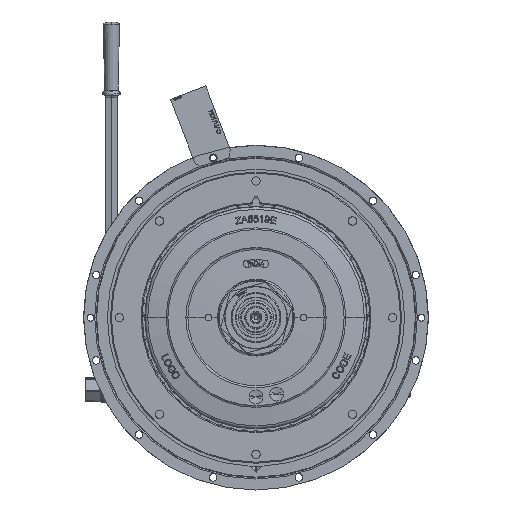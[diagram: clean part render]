
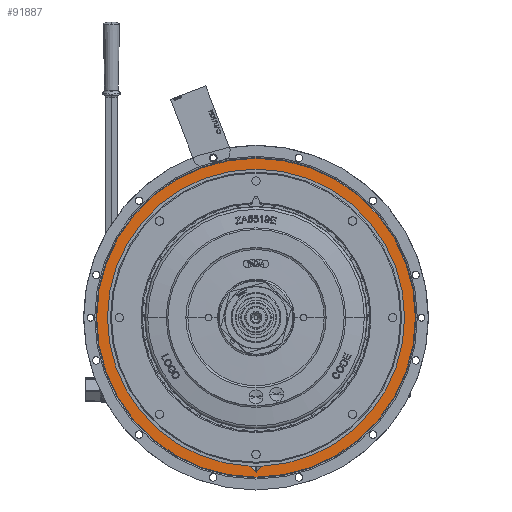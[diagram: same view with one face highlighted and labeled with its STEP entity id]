
A CAD part, top view. The second image highlights one B-rep face of the part: STEP entity #91887.
In plain terms, the highlighted planar face has unit normal (0, 0, 1).
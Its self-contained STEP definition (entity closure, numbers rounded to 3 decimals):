
#14687 = CARTESIAN_POINT ( 'NONE',  ( -255.556, 0., -31.433 ) ) ;
#14688 = CARTESIAN_POINT ( 'NONE',  ( 255.556, 0., -31.433 ) ) ;
#14691 = CARTESIAN_POINT ( 'NONE',  ( -238.125, 0., -31.433 ) ) ;
#14692 = CARTESIAN_POINT ( 'NONE',  ( -11.161, -237.863, -31.433 ) ) ;
#14695 = CARTESIAN_POINT ( 'NONE',  ( 11.161, -237.863, -31.433 ) ) ;
#14696 = CARTESIAN_POINT ( 'NONE',  ( 238.125, 0., -31.433 ) ) ;
#14769 = CARTESIAN_POINT ( 'NONE',  ( -9.517, -238.514, -31.433 ) ) ;
#14771 = CARTESIAN_POINT ( 'NONE',  ( -0.88, -247.151, -31.433 ) ) ;
#14775 = CARTESIAN_POINT ( 'NONE',  ( 0.88, -247.151, -31.433 ) ) ;
#14777 = CARTESIAN_POINT ( 'NONE',  ( 9.517, -238.514, -31.433 ) ) ;
#18740 = CARTESIAN_POINT ( 'NONE',  ( 0., 0., -31.433 ) ) ;
#18743 = DIRECTION ( 'NONE',  ( 0., 0., 1. ) ) ;
#18746 = DIRECTION ( 'NONE',  ( 1., 0., 0. ) ) ;
#18845 = CARTESIAN_POINT ( 'NONE',  ( 0., 0., -31.433 ) ) ;
#18848 = DIRECTION ( 'NONE',  ( 0., 0., 1. ) ) ;
#18851 = DIRECTION ( 'NONE',  ( 1., 0., 0. ) ) ;
#18952 = CARTESIAN_POINT ( 'NONE',  ( 0., 0., -31.433 ) ) ;
#18956 = DIRECTION ( 'NONE',  ( 0., 0., 1. ) ) ;
#18959 = DIRECTION ( 'NONE',  ( 1., 0., 0. ) ) ;
#19900 = CARTESIAN_POINT ( 'NONE',  ( 0., 0., -31.433 ) ) ;
#19917 = CARTESIAN_POINT ( 'NONE',  ( -124.015, -124.015, -31.433 ) ) ;
#19918 = DIRECTION ( 'NONE',  ( 0.707, -0.707, 0. ) ) ;
#19937 = CARTESIAN_POINT ( 'NONE',  ( 124.015, -124.015, -31.433 ) ) ;
#19939 = DIRECTION ( 'NONE',  ( 0.707, 0.707, 0. ) ) ;
#19940 = CARTESIAN_POINT ( 'NONE',  ( -0.88, -247.151, -31.433 ) ) ;
#19946 = CARTESIAN_POINT ( 'NONE',  ( 11.161, -237.863, -31.433 ) ) ;
#19947 = DIRECTION ( 'NONE',  ( 0., 0., 1. ) ) ;
#19948 = DIRECTION ( 'NONE',  ( 1., 0., 0. ) ) ;
#19951 = CARTESIAN_POINT ( 'NONE',  ( 10.858, -237.878, -31.433 ) ) ;
#19953 = CARTESIAN_POINT ( 'NONE',  ( 10.564, -237.934, -31.433 ) ) ;
#19955 = CARTESIAN_POINT ( 'NONE',  ( 10.139, -238.093, -31.433 ) ) ;
#19956 = CARTESIAN_POINT ( 'NONE',  ( 10.001, -238.159, -31.433 ) ) ;
#19957 = CARTESIAN_POINT ( 'NONE',  ( 9.745, -238.315, -31.433 ) ) ;
#19958 = CARTESIAN_POINT ( 'NONE',  ( 9.626, -238.405, -31.433 ) ) ;
#19959 = CARTESIAN_POINT ( 'NONE',  ( 9.517, -238.514, -31.433 ) ) ;
#19961 = CARTESIAN_POINT ( 'NONE',  ( -9.517, -238.514, -31.433 ) ) ;
#19965 = CARTESIAN_POINT ( 'NONE',  ( -0.334, -247.697, -31.433 ) ) ;
#19967 = CARTESIAN_POINT ( 'NONE',  ( 0.334, -247.697, -31.433 ) ) ;
#19968 = CARTESIAN_POINT ( 'NONE',  ( 0.88, -247.151, -31.433 ) ) ;
#19974 = CARTESIAN_POINT ( 'NONE',  ( -9.625, -238.406, -31.433 ) ) ;
#19975 = CARTESIAN_POINT ( 'NONE',  ( -9.745, -238.315, -31.433 ) ) ;
#19976 = CARTESIAN_POINT ( 'NONE',  ( -10.001, -238.159, -31.433 ) ) ;
#19978 = CARTESIAN_POINT ( 'NONE',  ( -10.139, -238.093, -31.433 ) ) ;
#19979 = CARTESIAN_POINT ( 'NONE',  ( -10.561, -237.935, -31.433 ) ) ;
#19981 = CARTESIAN_POINT ( 'NONE',  ( -10.859, -237.877, -31.433 ) ) ;
#19983 = CARTESIAN_POINT ( 'NONE',  ( -11.161, -237.863, -31.433 ) ) ;
#19985 = CARTESIAN_POINT ( 'NONE',  ( 0., 0., -31.433 ) ) ;
#19987 = DIRECTION ( 'NONE',  ( 0., 0., 1. ) ) ;
#19988 = DIRECTION ( 'NONE',  ( 1., 0., 0. ) ) ;
#24772 = VERTEX_POINT ( 'NONE', #14687 ) ;
#24773 = VERTEX_POINT ( 'NONE', #14688 ) ;
#24776 = VERTEX_POINT ( 'NONE', #14691 ) ;
#24777 = VERTEX_POINT ( 'NONE', #14692 ) ;
#24780 = VERTEX_POINT ( 'NONE', #14695 ) ;
#24782 = VERTEX_POINT ( 'NONE', #14696 ) ;
#24856 = VERTEX_POINT ( 'NONE', #14769 ) ;
#24857 = VERTEX_POINT ( 'NONE', #14771 ) ;
#24861 = VERTEX_POINT ( 'NONE', #14775 ) ;
#24863 = VERTEX_POINT ( 'NONE', #14777 ) ;
#30343 = CARTESIAN_POINT ( 'NONE',  ( 0., 0., -31.433 ) ) ;
#30349 = PLANE ( 'NONE',  #55744 ) ;
#30364 = DIRECTION ( 'NONE',  ( 0., 0., 1. ) ) ;
#30365 = DIRECTION ( 'NONE',  ( 1., 0., 0. ) ) ;
#41284 = ORIENTED_EDGE ( 'NONE', *, *, #81501, .T. ) ;
#41285 = ORIENTED_EDGE ( 'NONE', *, *, #81425, .F. ) ;
#41286 = ORIENTED_EDGE ( 'NONE', *, *, #81498, .F. ) ;
#41287 = ORIENTED_EDGE ( 'NONE', *, *, #81444, .F. ) ;
#41288 = ORIENTED_EDGE ( 'NONE', *, *, #81499, .T. ) ;
#41289 = ORIENTED_EDGE ( 'NONE', *, *, #81496, .F. ) ;
#41290 = ORIENTED_EDGE ( 'NONE', *, *, #81500, .F. ) ;
#41291 = ORIENTED_EDGE ( 'NONE', *, *, #81493, .F. ) ;
#41292 = ORIENTED_EDGE ( 'NONE', *, *, #81433, .T. ) ;
#41293 = ORIENTED_EDGE ( 'NONE', *, *, #81502, .T. ) ;
#51379 =( BOUNDED_CURVE ( )  B_SPLINE_CURVE ( 3, ( #19940, #19965, #19967, #19968 ),
 .UNSPECIFIED., .F., .F. ) 
 B_SPLINE_CURVE_WITH_KNOTS ( ( 4, 4 ),
 ( 2.526, 3.757 ),
 .UNSPECIFIED. ) 
 CURVE ( )  GEOMETRIC_REPRESENTATION_ITEM ( )  RATIONAL_B_SPLINE_CURVE ( ( 1., 0.878, 0.878, 1. ) ) 
 REPRESENTATION_ITEM ( '' )  );
#55744 = AXIS2_PLACEMENT_3D ( 'NONE', #30343, #30364, #30365 ) ;
#58692 = AXIS2_PLACEMENT_3D ( 'NONE', #18845, #18848, #18851 ) ;
#58694 = AXIS2_PLACEMENT_3D ( 'NONE', #18740, #18743, #18746 ) ;
#58711 = AXIS2_PLACEMENT_3D ( 'NONE', #18952, #18956, #18959 ) ;
#58736 = AXIS2_PLACEMENT_3D ( 'NONE', #19900, #19947, #19948 ) ;
#58745 = AXIS2_PLACEMENT_3D ( 'NONE', #19985, #19987, #19988 ) ;
#62593 = EDGE_LOOP ( 'NONE', ( #41284, #41285, #41286, #41287, #41288, #41289, #41290, #41291 ) ) ;
#62612 = EDGE_LOOP ( 'NONE', ( #41292, #41293 ) ) ;
#65514 = CIRCLE ( 'NONE', #58694, 238.125 ) ;
#65524 = CIRCLE ( 'NONE', #58692, 255.556 ) ;
#65536 = CIRCLE ( 'NONE', #58711, 238.125 ) ;
#65556 = LINE ( 'NONE', #19937, #65568 ) ;
#65564 = LINE ( 'NONE', #19917, #65565 ) ;
#65565 = VECTOR ( 'NONE', #19918, 1000. ) ;
#65568 = VECTOR ( 'NONE', #19939, 1000. ) ;
#65570 = CIRCLE ( 'NONE', #58736, 238.125 ) ;
#65571 = CIRCLE ( 'NONE', #58745, 255.556 ) ;
#70405 = FACE_BOUND ( 'NONE', #62593, .T. ) ;
#70411 = FACE_OUTER_BOUND ( 'NONE', #62612, .T. ) ;
#77806 = B_SPLINE_CURVE_WITH_KNOTS ( 'NONE', 3,
 ( #19946, #19951, #19953, #19955, #19956, #19957, #19958, #19959 ),
 .UNSPECIFIED., .F., .F.,
 ( 4, 2, 2, 4 ),
 ( 0., 0.001, 0.001, 0.002 ),
 .UNSPECIFIED. ) ;
#77808 = B_SPLINE_CURVE_WITH_KNOTS ( 'NONE', 3,
 ( #19961, #19974, #19975, #19976, #19978, #19979, #19981, #19983 ),
 .UNSPECIFIED., .F., .F.,
 ( 4, 2, 2, 4 ),
 ( 0., 0., 0.001, 0.002 ),
 .UNSPECIFIED. ) ;
#81425 = EDGE_CURVE ( 'NONE', #24776, #24777, #65514, .T. ) ;
#81433 = EDGE_CURVE ( 'NONE', #24773, #24772, #65524, .T. ) ;
#81444 = EDGE_CURVE ( 'NONE', #24780, #24782, #65536, .T. ) ;
#81493 = EDGE_CURVE ( 'NONE', #24856, #24857, #65564, .T. ) ;
#81496 = EDGE_CURVE ( 'NONE', #24861, #24863, #65556, .T. ) ;
#81498 = EDGE_CURVE ( 'NONE', #24782, #24776, #65570, .T. ) ;
#81499 = EDGE_CURVE ( 'NONE', #24780, #24863, #77806, .T. ) ;
#81500 = EDGE_CURVE ( 'NONE', #24857, #24861, #51379, .T. ) ;
#81501 = EDGE_CURVE ( 'NONE', #24856, #24777, #77808, .T. ) ;
#81502 = EDGE_CURVE ( 'NONE', #24772, #24773, #65571, .T. ) ;
#91887 = ADVANCED_FACE ( 'NONE', ( #70405, #70411 ), #30349, .T. ) ;
